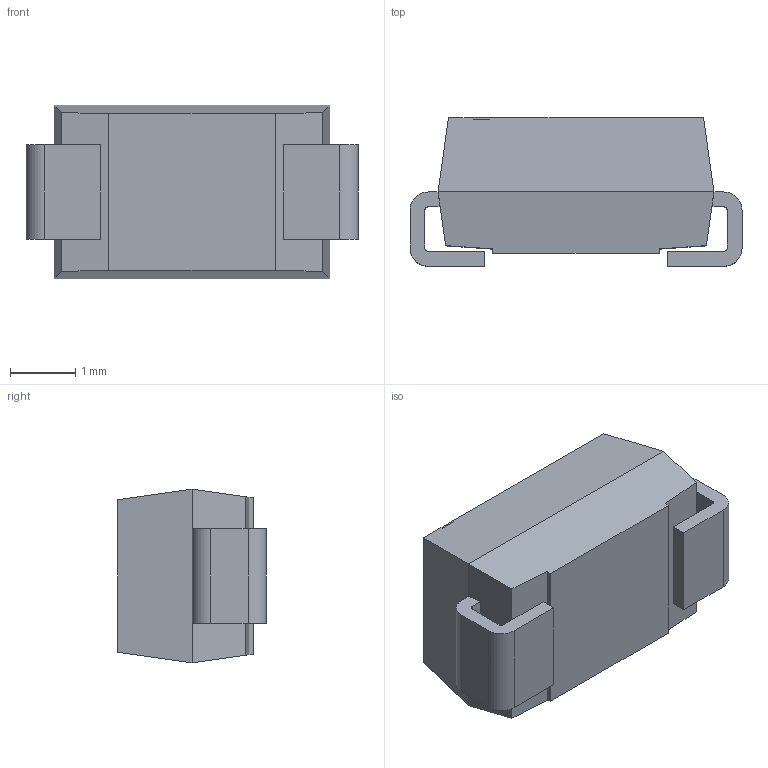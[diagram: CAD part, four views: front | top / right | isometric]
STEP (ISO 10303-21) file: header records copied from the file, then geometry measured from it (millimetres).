
FILE_DESCRIPTION (( 'STEP AP214' ), '1' );
FILE_NAME ('ES1D-E3-5AT.STEP', '2024-08-26T08:38:55', ( '' ), ( '' ), 'SwSTEP 2.0', 'SolidWorks 2023', '' );
FILE_SCHEMA (( 'AUTOMOTIVE_DESIGN' ));
Length unit declared in the file: inch
Products named in the file (1): ES1D-E3-5AT
Bounding box: 5.11 x 2.29 x 2.67 mm (x, y, z)
Volume: 22.6 mm3; surface area: 63.3 mm2
Topology: 4 solids, 4 shells, 54 faces, 130 edges, 84 vertices
Faces by surface type: plane 46, cylinder 8
Entity records: 1866 total; most frequent: CARTESIAN_POINT 269, ORIENTED_EDGE 260, DIRECTION 256, EDGE_CURVE 130, LINE 114, VECTOR 114, VERTEX_POINT 84, AXIS2_PLACEMENT_3D 71
